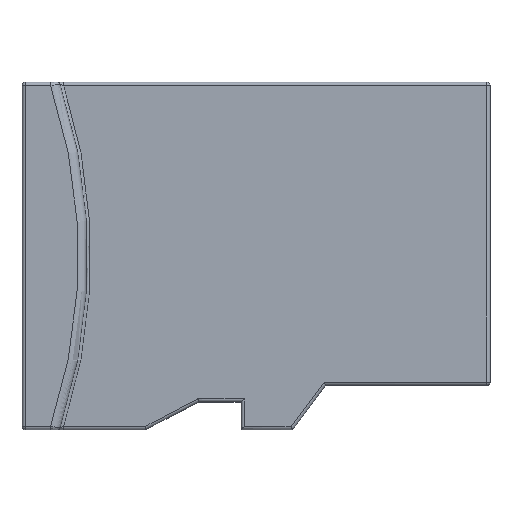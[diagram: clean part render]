
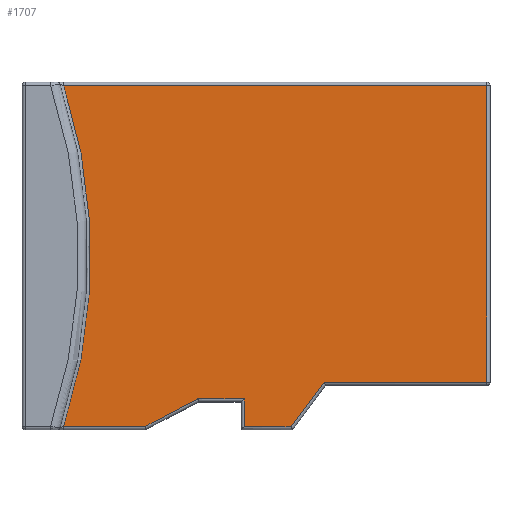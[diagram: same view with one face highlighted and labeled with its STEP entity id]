
A CAD part, top view. The second image highlights one B-rep face of the part: STEP entity #1707.
In plain terms, the highlighted planar face has unit normal (0, 0, 1).
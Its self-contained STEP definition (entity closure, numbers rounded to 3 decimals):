
#67=CIRCLE('',#1835,17.724);
#206=FACE_OUTER_BOUND('',#311,.T.);
#311=EDGE_LOOP('',(#1426,#1427,#1428,#1429,#1430,#1431,#1432,#1433,#1434,
#1435));
#448=LINE('',#2618,#617);
#451=LINE('',#2630,#620);
#453=LINE('',#2642,#622);
#458=LINE('',#2668,#627);
#464=LINE('',#2740,#633);
#466=LINE('',#2777,#635);
#473=LINE('',#2867,#642);
#475=LINE('',#2871,#644);
#478=LINE('',#2877,#647);
#617=VECTOR('',#2119,1.51);
#620=VECTOR('',#2132,0.89);
#622=VECTOR('',#2146,1.495);
#627=VECTOR('',#2179,1.919);
#633=VECTOR('',#2215,2.617);
#635=VECTOR('',#2223,13.622);
#642=VECTOR('',#2254,9.55);
#644=VECTOR('',#2258,5.239);
#647=VECTOR('',#2267,1.781);
#754=VERTEX_POINT('',#2616);
#755=VERTEX_POINT('',#2617);
#759=VERTEX_POINT('',#2629);
#763=VERTEX_POINT('',#2641);
#766=VERTEX_POINT('',#2653);
#770=VERTEX_POINT('',#2667);
#775=VERTEX_POINT('',#2685);
#778=VERTEX_POINT('',#2729);
#780=VERTEX_POINT('',#2767);
#788=VERTEX_POINT('',#2870);
#932=EDGE_CURVE('',#754,#755,#448,.T.);
#938=EDGE_CURVE('',#755,#759,#451,.T.);
#944=EDGE_CURVE('',#759,#763,#453,.T.);
#957=EDGE_CURVE('',#763,#770,#458,.T.);
#974=EDGE_CURVE('',#770,#778,#464,.T.);
#979=EDGE_CURVE('',#780,#775,#466,.T.);
#985=EDGE_CURVE('',#778,#780,#67,.T.);
#995=EDGE_CURVE('',#775,#766,#473,.T.);
#997=EDGE_CURVE('',#766,#788,#475,.T.);
#1001=EDGE_CURVE('',#788,#754,#478,.T.);
#1426=ORIENTED_EDGE('',*,*,#979,.F.);
#1427=ORIENTED_EDGE('',*,*,#985,.F.);
#1428=ORIENTED_EDGE('',*,*,#974,.F.);
#1429=ORIENTED_EDGE('',*,*,#957,.F.);
#1430=ORIENTED_EDGE('',*,*,#944,.F.);
#1431=ORIENTED_EDGE('',*,*,#938,.F.);
#1432=ORIENTED_EDGE('',*,*,#932,.F.);
#1433=ORIENTED_EDGE('',*,*,#1001,.F.);
#1434=ORIENTED_EDGE('',*,*,#997,.F.);
#1435=ORIENTED_EDGE('',*,*,#995,.F.);
#1512=PLANE('',#1860);
#1707=ADVANCED_FACE('',(#206),#1512,.T.);
#1835=AXIS2_PLACEMENT_3D('',#2817,#2236,#2237);
#1860=AXIS2_PLACEMENT_3D('',#2899,#2301,#2302);
#2119=DIRECTION('',(-1.,0.,0.));
#2132=DIRECTION('',(0.,1.,0.));
#2146=DIRECTION('',(-1.,0.,0.));
#2179=DIRECTION('',(-0.886,-0.464,0.));
#2215=DIRECTION('',(-1.,0.,0.));
#2223=DIRECTION('',(1.,0.,0.));
#2236=DIRECTION('center_axis',(0.,0.,1.));
#2237=DIRECTION('ref_axis',(1.,0.,0.));
#2254=DIRECTION('',(0.,-1.,0.));
#2258=DIRECTION('',(-1.,0.,0.));
#2267=DIRECTION('',(-0.596,-0.803,0.));
#2301=DIRECTION('center_axis',(0.,0.,1.));
#2302=DIRECTION('ref_axis',(0.,-1.,0.));
#2616=CARTESIAN_POINT('',(1.13,-11.082,-4.842));
#2617=CARTESIAN_POINT('',(-0.38,-11.082,-4.842));
#2618=CARTESIAN_POINT('',(1.13,-11.082,-4.842));
#2629=CARTESIAN_POINT('',(-0.38,-10.192,-4.842));
#2630=CARTESIAN_POINT('',(-0.38,-11.082,-4.842));
#2641=CARTESIAN_POINT('',(-1.875,-10.192,-4.842));
#2642=CARTESIAN_POINT('',(-0.38,-10.192,-4.842));
#2653=CARTESIAN_POINT('',(7.43,-9.652,-4.842));
#2667=CARTESIAN_POINT('',(-3.575,-11.082,-4.842));
#2668=CARTESIAN_POINT('',(-1.875,-10.192,-4.842));
#2685=CARTESIAN_POINT('',(7.43,-0.102,-4.842));
#2729=CARTESIAN_POINT('',(-6.192,-11.082,-4.842));
#2740=CARTESIAN_POINT('',(-3.575,-11.082,-4.842));
#2767=CARTESIAN_POINT('',(-6.192,-0.102,-4.842));
#2777=CARTESIAN_POINT('',(-6.192,-0.102,-4.842));
#2817=CARTESIAN_POINT('Origin',(-23.044,-5.592,-4.842));
#2867=CARTESIAN_POINT('',(7.43,-0.102,-4.842));
#2870=CARTESIAN_POINT('',(2.191,-9.652,-4.842));
#2871=CARTESIAN_POINT('',(7.43,-9.652,-4.842));
#2877=CARTESIAN_POINT('',(2.191,-9.652,-4.842));
#2899=CARTESIAN_POINT('Origin',(-0.2,-5.439,-4.842));
